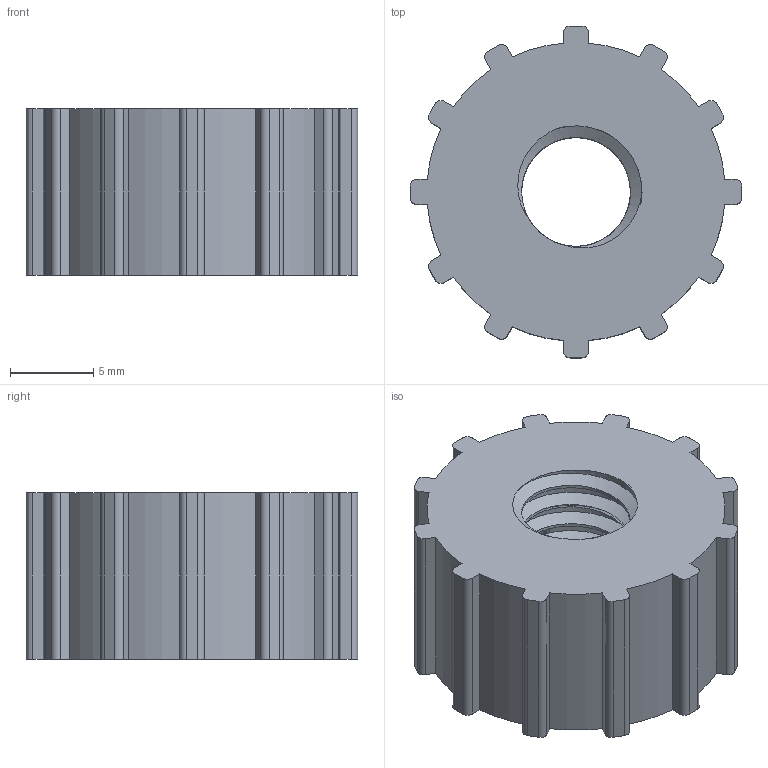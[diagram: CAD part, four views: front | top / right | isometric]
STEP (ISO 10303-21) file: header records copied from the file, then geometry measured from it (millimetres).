
FILE_DESCRIPTION(/* description */ (''),/* implementation_level */ '2;1');
FILE_NAME(/* name */ 'Level nut.step',/* time_stamp */ '2018-02-10T14:39:13-05:00',/* author */ ('oliver.lewis.art'),/* organization */ (''),/* preprocessor_version */ 'ST-DEVELOPER v16.13',/* originating_system */ 'Autodesk Translation Framework v6.5.0.72',/* authorisation */ '');
FILE_SCHEMA (('AUTOMOTIVE_DESIGN { 1 0 10303 214 3 1 1 }'));
Length unit declared in the file: millimetre
Products named in the file (1): Level nut
Bounding box: 19.94 x 19.94 x 10 mm (x, y, z)
Volume: 2392.9 mm3; surface area: 1628.4 mm2
Topology: 1 solids, 1 shells, 96 faces, 274 edges, 180 vertices
Faces by surface type: cylinder 56, plane 38, bspline 2
Full cylindrical faces by diameter (mm): 6.54 x9, 7.938 x8
Entity records: 4267 total; most frequent: CARTESIAN_POINT 1729, ORIENTED_EDGE 548, DIRECTION 504, EDGE_CURVE 274, VERTEX_POINT 180, AXIS2_PLACEMENT_3D 171, LINE 162, VECTOR 162
